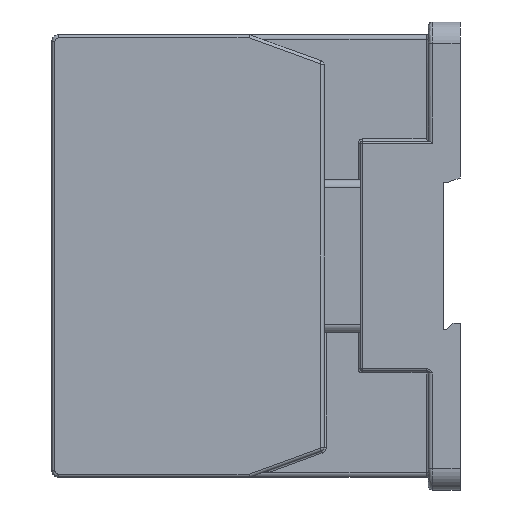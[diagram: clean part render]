
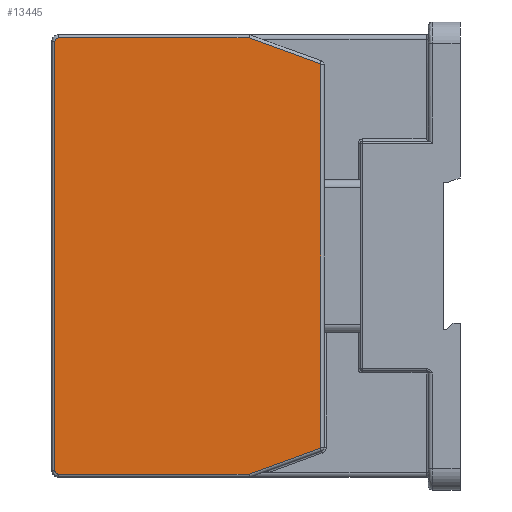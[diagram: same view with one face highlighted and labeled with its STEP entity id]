
A CAD part, left-side view. The second image highlights one B-rep face of the part: STEP entity #13445.
In plain terms, the highlighted planar face has unit normal (-1, 0, 0).
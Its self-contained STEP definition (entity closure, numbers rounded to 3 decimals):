
#50 = CARTESIAN_POINT ( 'NONE',  ( -29.9, -1.5, -51.25 ) ) ;
#662 = CARTESIAN_POINT ( 'NONE',  ( -29.9, -0.75, -50.939 ) ) ;
#690 = CARTESIAN_POINT ( 'NONE',  ( -29.9, -63.086, 45.165 ) ) ;
#771 = CARTESIAN_POINT ( 'NONE',  ( -29.9, -63.25, -44.93 ) ) ;
#1196 = EDGE_CURVE ( 'NONE', #16733, #19728, #5325, .T. ) ;
#1754 = VERTEX_POINT ( 'NONE', #50 ) ;
#1794 = AXIS2_PLACEMENT_3D ( 'NONE', #2438, #15325, #7432 ) ;
#1958 = PLANE ( 'NONE',  #11294 ) ;
#2173 = CARTESIAN_POINT ( 'NONE',  ( -29.9, -46.368, 51.25 ) ) ;
#2251 = VECTOR ( 'NONE', #5796, 1000. ) ;
#2438 = CARTESIAN_POINT ( 'NONE',  ( -29.9, -1.5, 50.5 ) ) ;
#2605 = EDGE_CURVE ( 'NONE', #19020, #16733, #7139, .T. ) ;
#2635 = DIRECTION ( 'NONE',  ( 0., 1., 0. ) ) ;
#3032 = VECTOR ( 'NONE', #14942, 1000. ) ;
#3601 = LINE ( 'NONE', #6515, #6707 ) ;
#3798 = CARTESIAN_POINT ( 'NONE',  ( -29.9, -0.75, -50.5 ) ) ;
#3816 = CIRCLE ( 'NONE', #16747, 0.25 ) ;
#4135 = ORIENTED_EDGE ( 'NONE', *, *, #6519, .T. ) ;
#4429 = EDGE_LOOP ( 'NONE', ( #19455, #13615, #6691, #12144, #12328, #6212, #11137, #5198, #4135, #4894 ) ) ;
#4626 = CARTESIAN_POINT ( 'NONE',  ( -29.9, -63.086, -45.165 ) ) ;
#4663 = CARTESIAN_POINT ( 'NONE',  ( -29.9, -0.75, -50.5 ) ) ;
#4751 = DIRECTION ( 'NONE',  ( -1., 0., 0. ) ) ;
#4894 = ORIENTED_EDGE ( 'NONE', *, *, #10573, .T. ) ;
#5149 = EDGE_CURVE ( 'NONE', #10536, #10089, #16226, .T. ) ;
#5198 = ORIENTED_EDGE ( 'NONE', *, *, #9826, .T. ) ;
#5258 = DIRECTION ( 'NONE',  ( 0., 1., 0. ) ) ;
#5325 = CIRCLE ( 'NONE', #19269, 0.25 ) ;
#5556 = VECTOR ( 'NONE', #2635, 1000. ) ;
#5796 = DIRECTION ( 'NONE',  ( 0., 0., 1. ) ) ;
#6212 = ORIENTED_EDGE ( 'NONE', *, *, #2605, .T. ) ;
#6475 = CARTESIAN_POINT ( 'NONE',  ( -29.9, -0.75, -55. ) ) ;
#6515 = CARTESIAN_POINT ( 'NONE',  ( -29.9, -1.5, 51.25 ) ) ;
#6519 = EDGE_CURVE ( 'NONE', #12547, #17462, #3816, .T. ) ;
#6659 = EDGE_CURVE ( 'NONE', #1754, #10089, #18569, .T. ) ;
#6691 = ORIENTED_EDGE ( 'NONE', *, *, #5149, .T. ) ;
#6707 = VECTOR ( 'NONE', #5258, 1000. ) ;
#7013 = LINE ( 'NONE', #13538, #5556 ) ;
#7139 = LINE ( 'NONE', #15129, #3032 ) ;
#7432 = DIRECTION ( 'NONE',  ( 0., 0., 1. ) ) ;
#7447 = DIRECTION ( 'NONE',  ( -1., 0., 0. ) ) ;
#7928 = CARTESIAN_POINT ( 'NONE',  ( -29.9, -124.342, 22.87 ) ) ;
#8134 = DIRECTION ( 'NONE',  ( 0., 0., -1. ) ) ;
#8278 = CARTESIAN_POINT ( 'NONE',  ( -29.9, -1.5, -51.25 ) ) ;
#9208 = VECTOR ( 'NONE', #20167, 1000. ) ;
#9741 = CARTESIAN_POINT ( 'NONE',  ( -29.9, -1.061, -51.25 ) ) ;
#9826 = EDGE_CURVE ( 'NONE', #19728, #12547, #20018, .T. ) ;
#10089 = VERTEX_POINT ( 'NONE', #4663 ) ;
#10536 = VERTEX_POINT ( 'NONE', #12706 ) ;
#10559 = CARTESIAN_POINT ( 'NONE',  ( -29.9, -63., -44.93 ) ) ;
#10573 = EDGE_CURVE ( 'NONE', #17462, #15820, #12482, .T. ) ;
#10738 = VECTOR ( 'NONE', #8134, 1000. ) ;
#11137 = ORIENTED_EDGE ( 'NONE', *, *, #1196, .T. ) ;
#11289 = CARTESIAN_POINT ( 'NONE',  ( -29.9, -63.25, 44.93 ) ) ;
#11294 = AXIS2_PLACEMENT_3D ( 'NONE', #12984, #11315, #19328 ) ;
#11315 = DIRECTION ( 'NONE',  ( -1., 0., 0. ) ) ;
#11519 = EDGE_CURVE ( 'NONE', #19020, #1754, #7013, .T. ) ;
#12077 = CIRCLE ( 'NONE', #1794, 0.75 ) ;
#12144 = ORIENTED_EDGE ( 'NONE', *, *, #6659, .F. ) ;
#12328 = ORIENTED_EDGE ( 'NONE', *, *, #11519, .F. ) ;
#12482 = LINE ( 'NONE', #7928, #9208 ) ;
#12547 = VERTEX_POINT ( 'NONE', #11289 ) ;
#12706 = CARTESIAN_POINT ( 'NONE',  ( -29.9, -0.75, 50.5 ) ) ;
#12984 = CARTESIAN_POINT ( 'NONE',  ( -29.9, -96., -55. ) ) ;
#13445 = ADVANCED_FACE ( 'NONE', ( #17769 ), #1958, .T. ) ;
#13538 = CARTESIAN_POINT ( 'NONE',  ( -29.9, -88.5, -51.25 ) ) ;
#13615 = ORIENTED_EDGE ( 'NONE', *, *, #20522, .T. ) ;
#13779 = DIRECTION ( 'NONE',  ( 0., 0., 1. ) ) ;
#13990 = DIRECTION ( 'NONE',  ( 0., 0., 1. ) ) ;
#14942 = DIRECTION ( 'NONE',  ( 0., -0.94, 0.342 ) ) ;
#15129 = CARTESIAN_POINT ( 'NONE',  ( -29.9, -46.368, -51.25 ) ) ;
#15325 = DIRECTION ( 'NONE',  ( -1., 0., 0. ) ) ;
#15820 = VERTEX_POINT ( 'NONE', #2173 ) ;
#16226 = LINE ( 'NONE', #6475, #10738 ) ;
#16733 = VERTEX_POINT ( 'NONE', #4626 ) ;
#16747 = AXIS2_PLACEMENT_3D ( 'NONE', #18758, #4751, #13990 ) ;
#16836 = VERTEX_POINT ( 'NONE', #17918 ) ;
#17462 = VERTEX_POINT ( 'NONE', #690 ) ;
#17507 = CARTESIAN_POINT ( 'NONE',  ( -29.9, -46.368, -51.25 ) ) ;
#17769 = FACE_OUTER_BOUND ( 'NONE', #4429, .T. ) ;
#17918 = CARTESIAN_POINT ( 'NONE',  ( -29.9, -1.5, 51.25 ) ) ;
#18267 = CARTESIAN_POINT ( 'NONE',  ( -29.9, -63.25, -55. ) ) ;
#18569 =( BOUNDED_CURVE ( )  B_SPLINE_CURVE ( 3, ( #8278, #9741, #662, #3798 ),
 .UNSPECIFIED., .F., .T. ) 
 B_SPLINE_CURVE_WITH_KNOTS ( ( 4, 4 ),
 ( 0., 1. ),
 .UNSPECIFIED. ) 
 CURVE ( )  GEOMETRIC_REPRESENTATION_ITEM ( )  RATIONAL_B_SPLINE_CURVE ( ( 1., 0.805, 0.805, 1. ) ) 
 REPRESENTATION_ITEM ( '' )  );
#18579 = EDGE_CURVE ( 'NONE', #15820, #16836, #3601, .T. ) ;
#18758 = CARTESIAN_POINT ( 'NONE',  ( -29.9, -63., 44.93 ) ) ;
#19020 = VERTEX_POINT ( 'NONE', #17507 ) ;
#19269 = AXIS2_PLACEMENT_3D ( 'NONE', #10559, #7447, #13779 ) ;
#19328 = DIRECTION ( 'NONE',  ( 0., 0., 1. ) ) ;
#19455 = ORIENTED_EDGE ( 'NONE', *, *, #18579, .T. ) ;
#19728 = VERTEX_POINT ( 'NONE', #771 ) ;
#20018 = LINE ( 'NONE', #18267, #2251 ) ;
#20167 = DIRECTION ( 'NONE',  ( 0., 0.94, 0.342 ) ) ;
#20522 = EDGE_CURVE ( 'NONE', #16836, #10536, #12077, .T. ) ;
